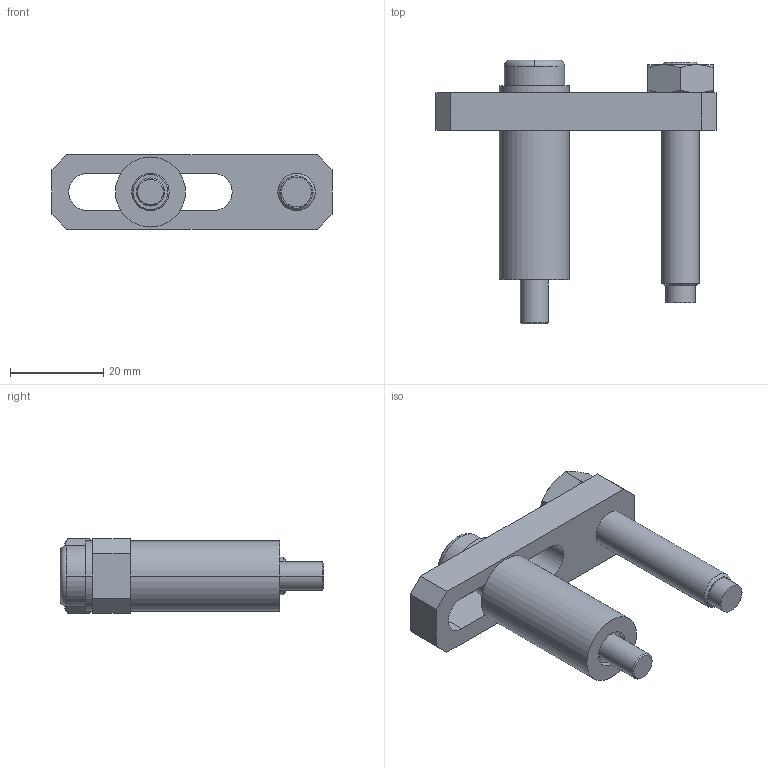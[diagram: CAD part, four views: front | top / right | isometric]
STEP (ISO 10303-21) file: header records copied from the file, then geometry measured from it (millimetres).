
FILE_DESCRIPTION(('STEP AP214'),'1');
FILE_NAME('HALDERV_EH_1586_250.stp','2019-11-29T08:47:44',('TraceParts'),('TraceParts S.A.'),'Spatial InterOp 3D',' ',' ');
FILE_SCHEMA(('AUTOMOTIVE_DESIGN { 1 0 10303 214 1 1 1 1 }'));
Length unit declared in the file: millimetre
Products named in the file (1): HALDERV_EH_1586_250_1
Bounding box: 60 x 56.5 x 16.17 mm (x, y, z)
Volume: 15303.8 mm3; surface area: 10023.1 mm2
Topology: 6 solids, 6 shells, 101 faces, 225 edges, 141 vertices
Faces by surface type: plane 45, cone 28, cylinder 26, torus 2
Entity records: 3678 total; most frequent: CARTESIAN_POINT 569, DIRECTION 502, ORIENTED_EDGE 450, EDGE_CURVE 225, AXIS2_PLACEMENT_3D 194, VERTEX_POINT 141, EDGE_LOOP 116, LINE 114
